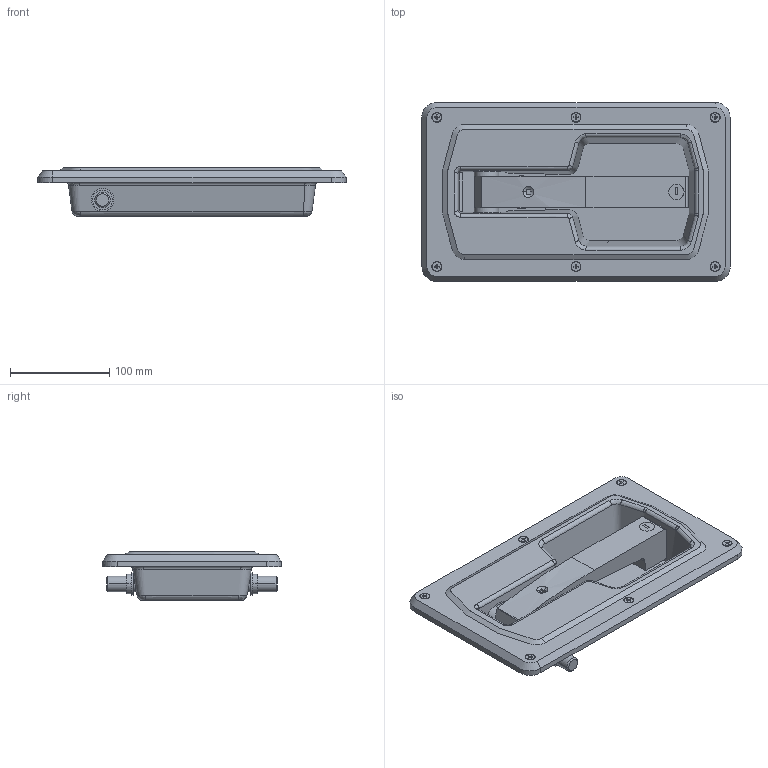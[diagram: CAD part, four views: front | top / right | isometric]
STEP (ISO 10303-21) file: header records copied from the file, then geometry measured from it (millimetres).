
FILE_DESCRIPTION (( 'STEP AP203' ), '1' );
FILE_NAME ('sone3D.STEP', '2018-01-31T03:58:48', ( '' ), ( '' ), 'SwSTEP 2.0', 'SolidWorks 2014', '' );
FILE_SCHEMA (( 'CONFIG_CONTROL_DESIGN' ));
Length unit declared in the file: millimetre
Products named in the file (9): FA-815N-1カバー_; FA-815N-1ハンドル; FA-815僕儑僀儞僩A.B__僕儑僀儞僩B; 廫帤寠晅嶮偹偠M5_M5亊6; T0230僟儈乕儘乕僞乕__#T0230-3; FA-815N-1僫僀儘儞儚僢僔儍乕; FA-815N-1Oリング; sone3D; FA-815N-1ボディー
Assembly tree (16 placements, depth 2):
  sone3D
    FA-815N-1ボディー
    FA-815N-1カバー_
    FA-815N-1ハンドル
    FA-815僕儑僀儞僩A.B__僕儑僀儞僩B  x2
    廫帤寠晅嶮偹偠M5_M5亊6  x6
    T0230僟儈乕儘乕僞乕__#T0230-3
    FA-815N-1僫僀儘儞儚僢僔儍乕  x2
    FA-815N-1Oリング  x2
Bounding box: 310 x 180 x 49 mm (x, y, z)
Volume: 579463.1 mm3; surface area: 354311.3 mm2
Topology: 16 solids, 16 shells, 581 faces, 1529 edges, 1007 vertices
Faces by surface type: plane 211, cylinder 191, bspline 87, cone 76, torus 12, sphere 4
Entity records: 31633 total; most frequent: CARTESIAN_POINT 20848, ORIENTED_EDGE 2154, DIRECTION 1824, EDGE_CURVE 1077, VERTEX_POINT 736, AXIS2_PLACEMENT_3D 731, EDGE_LOOP 473, CIRCLE 412
